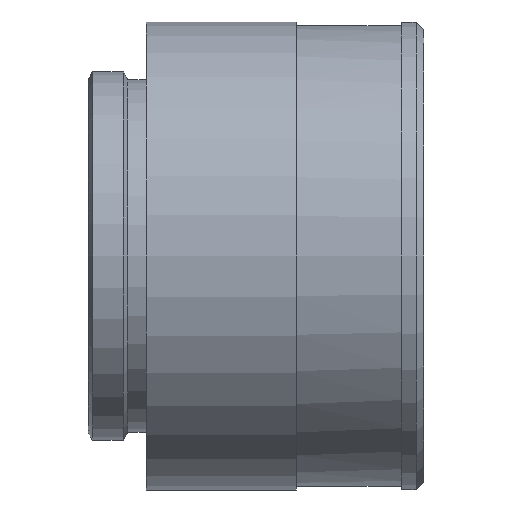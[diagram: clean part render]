
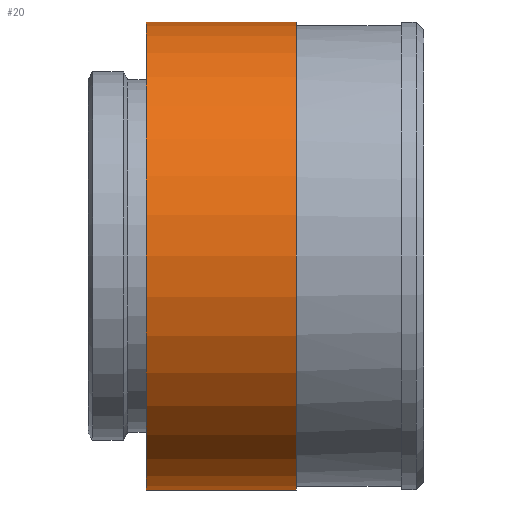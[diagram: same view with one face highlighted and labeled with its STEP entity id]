
A CAD part, left-side view. The second image highlights one B-rep face of the part: STEP entity #20.
In plain terms, the highlighted cylindrical face has radius 15.875 mm (diameter 31.75 mm), a partial arc.
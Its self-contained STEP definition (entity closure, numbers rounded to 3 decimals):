
#20 = ADVANCED_FACE ( 'NONE', ( #397 ), #399, .T. ) ;
#117 = EDGE_CURVE ( 'NONE', #259, #267, #948, .T. ) ;
#119 = EDGE_CURVE ( 'NONE', #262, #266, #954, .T. ) ;
#259 = VERTEX_POINT ( 'NONE', #1025 ) ;
#262 = VERTEX_POINT ( 'NONE', #1028 ) ;
#266 = VERTEX_POINT ( 'NONE', #1032 ) ;
#267 = VERTEX_POINT ( 'NONE', #1033 ) ;
#307 = EDGE_LOOP ( 'NONE', ( #1323, #1324, #1325, #1326 ) ) ;
#394 = DIRECTION ( 'NONE',  ( 0., 1., 0. ) ) ;
#397 = FACE_OUTER_BOUND ( 'NONE', #307, .T. ) ;
#398 = CARTESIAN_POINT ( 'NONE',  ( 0., 0., 0. ) ) ;
#399 = CYLINDRICAL_SURFACE ( 'NONE', #1392, 15.875 ) ;
#400 = DIRECTION ( 'NONE',  ( 0., 0., 1. ) ) ;
#457 = EDGE_CURVE ( 'NONE', #267, #266, #882, .T. ) ;
#459 = EDGE_CURVE ( 'NONE', #259, #262, #878, .T. ) ;
#854 = VECTOR ( 'NONE', #952, 1000. ) ;
#859 = VECTOR ( 'NONE', #959, 1000. ) ;
#878 = CIRCLE ( 'NONE', #884, 15.875 ) ;
#880 = AXIS2_PLACEMENT_3D ( 'NONE', #1062, #1063, #1064 ) ;
#882 = CIRCLE ( 'NONE', #880, 15.875 ) ;
#884 = AXIS2_PLACEMENT_3D ( 'NONE', #1068, #1069, #1070 ) ;
#940 = CARTESIAN_POINT ( 'NONE',  ( 0., 0., 15.875 ) ) ;
#944 = CARTESIAN_POINT ( 'NONE',  ( 0., 0., -15.875 ) ) ;
#948 = LINE ( 'NONE', #944, #854 ) ;
#952 = DIRECTION ( 'NONE',  ( 0., 1., 0. ) ) ;
#954 = LINE ( 'NONE', #940, #859 ) ;
#959 = DIRECTION ( 'NONE',  ( 0., 1., 0. ) ) ;
#1025 = CARTESIAN_POINT ( 'NONE',  ( 0., 4.446, -15.875 ) ) ;
#1028 = CARTESIAN_POINT ( 'NONE',  ( 0., 4.446, 15.875 ) ) ;
#1032 = CARTESIAN_POINT ( 'NONE',  ( 0., 14.631, 15.875 ) ) ;
#1033 = CARTESIAN_POINT ( 'NONE',  ( 0., 14.631, -15.875 ) ) ;
#1062 = CARTESIAN_POINT ( 'NONE',  ( 0., 14.631, 0. ) ) ;
#1063 = DIRECTION ( 'NONE',  ( 0., 1., 0. ) ) ;
#1064 = DIRECTION ( 'NONE',  ( 0., 0., 1. ) ) ;
#1068 = CARTESIAN_POINT ( 'NONE',  ( 0., 4.446, 0. ) ) ;
#1069 = DIRECTION ( 'NONE',  ( 0., 1., 0. ) ) ;
#1070 = DIRECTION ( 'NONE',  ( 0., 0., 1. ) ) ;
#1323 = ORIENTED_EDGE ( 'NONE', *, *, #117, .F. ) ;
#1324 = ORIENTED_EDGE ( 'NONE', *, *, #459, .T. ) ;
#1325 = ORIENTED_EDGE ( 'NONE', *, *, #119, .T. ) ;
#1326 = ORIENTED_EDGE ( 'NONE', *, *, #457, .F. ) ;
#1392 = AXIS2_PLACEMENT_3D ( 'NONE', #398, #394, #400 ) ;
